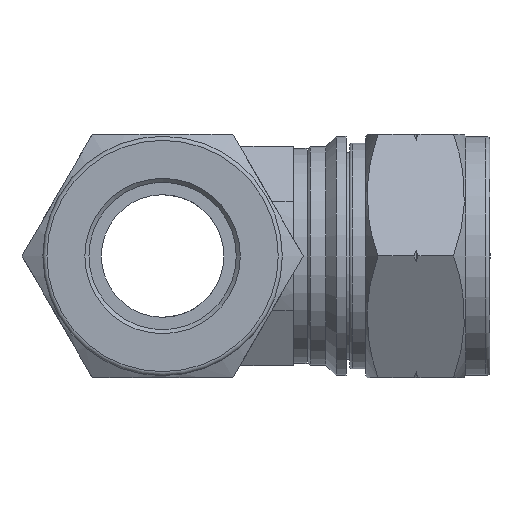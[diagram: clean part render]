
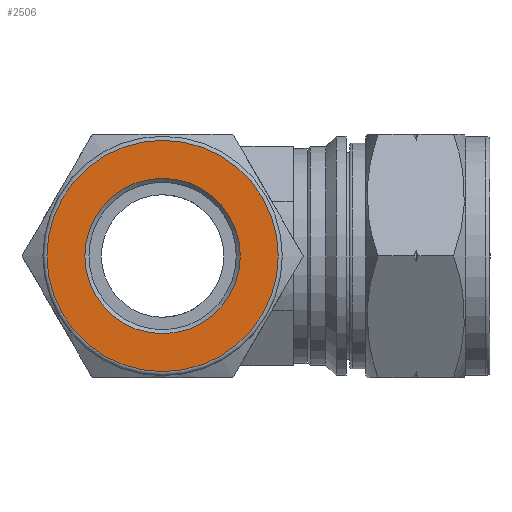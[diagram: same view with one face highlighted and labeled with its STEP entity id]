
A CAD part, left-side view. The second image highlights one B-rep face of the part: STEP entity #2506.
In plain terms, the highlighted planar face has unit normal (-1, 0, 0).
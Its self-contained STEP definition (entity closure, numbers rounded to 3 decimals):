
#46=FACE_BOUND('',#552,.T.);
#180=CIRCLE('',#2769,9.575);
#181=CIRCLE('',#2771,14.25);
#381=FACE_OUTER_BOUND('',#551,.T.);
#551=EDGE_LOOP('',(#2112));
#552=EDGE_LOOP('',(#2113));
#1163=VERTEX_POINT('',#4334);
#1164=VERTEX_POINT('',#4338);
#1496=EDGE_CURVE('',#1163,#1163,#180,.T.);
#1497=EDGE_CURVE('',#1164,#1164,#181,.T.);
#2112=ORIENTED_EDGE('',*,*,#1497,.F.);
#2113=ORIENTED_EDGE('',*,*,#1496,.T.);
#2373=PLANE('',#2770);
#2506=ADVANCED_FACE('',(#381,#46),#2373,.T.);
#2769=AXIS2_PLACEMENT_3D('',#4336,#3325,#3326);
#2770=AXIS2_PLACEMENT_3D('',#4337,#3327,#3328);
#2771=AXIS2_PLACEMENT_3D('',#4339,#3329,#3330);
#3325=DIRECTION('center_axis',(1.,0.,0.));
#3326=DIRECTION('ref_axis',(0.,0.,-1.));
#3327=DIRECTION('center_axis',(-1.,0.,0.));
#3328=DIRECTION('ref_axis',(0.,0.,1.));
#3329=DIRECTION('center_axis',(1.,0.,0.));
#3330=DIRECTION('ref_axis',(0.,0.,-1.));
#4334=CARTESIAN_POINT('',(-40.337,-9.575,0.));
#4336=CARTESIAN_POINT('Origin',(-40.337,0.,0.));
#4337=CARTESIAN_POINT('Origin',(-40.337,14.25,0.));
#4338=CARTESIAN_POINT('',(-40.337,0.,14.25));
#4339=CARTESIAN_POINT('Origin',(-40.337,0.,
0.));
